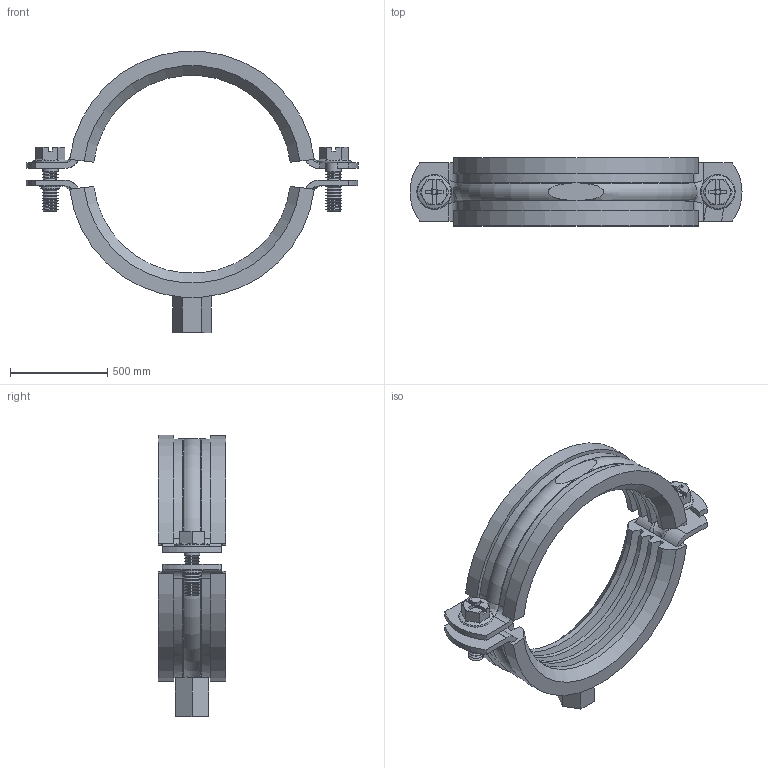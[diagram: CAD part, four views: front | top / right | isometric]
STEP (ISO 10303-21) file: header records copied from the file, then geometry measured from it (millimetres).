
FILE_DESCRIPTION(/* description */ (''),/* implementation_level */ '2;1');
FILE_NAME(/* name */ '00974.100X_3D.stp',/* time_stamp */ '2024-12-11T13:02:01+01:00',/* author */ ('CAD'),/* organization */ (''),/* preprocessor_version */ 'ST-DEVELOPER v20',/* originating_system */ 'AutoCAD Mechanical',/* authorisation */ '');
FILE_SCHEMA (('AUTOMOTIVE_DESIGN { 1 0 10303 214 3 1 1 }'));
Length unit declared in the file: centimetre
Products named in the file (2): Product; *S0
Assembly tree (1 placements, depth 2):
  Product
    *S0
Bounding box: 1710 x 350 x 1447.7 mm (x, y, z)
Volume: 123336333.6 mm3; surface area: 8517969.9 mm2
Topology: 7 solids, 7 shells, 336 faces, 840 edges, 511 vertices
Faces by surface type: cone 113, plane 94, cylinder 60, bspline 47, torus 22
Full cylindrical faces by diameter (mm): 80 x2, 90 x1, 100 x1
Entity records: 12707 total; most frequent: CARTESIAN_POINT 5009, ORIENTED_EDGE 1664, DIRECTION 1513, EDGE_CURVE 832, AXIS2_PLACEMENT_3D 570, VERTEX_POINT 511, LINE 373, VECTOR 373
